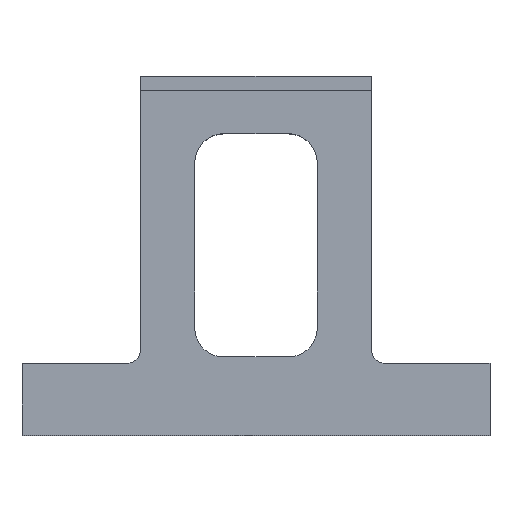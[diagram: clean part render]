
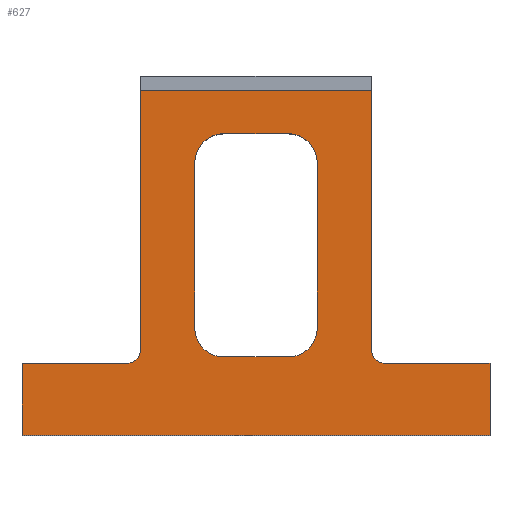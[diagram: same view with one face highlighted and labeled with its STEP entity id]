
A CAD part, top view. The second image highlights one B-rep face of the part: STEP entity #627.
In plain terms, the highlighted planar face has unit normal (0, 0, 1).
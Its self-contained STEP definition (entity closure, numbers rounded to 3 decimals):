
#16=FACE_BOUND('',#81,.T.);
#27=PLANE('',#683);
#48=FACE_OUTER_BOUND('',#80,.T.);
#80=EDGE_LOOP('',(#442,#443,#444,#445,#446,#447,#448,#449,#450,#451));
#81=EDGE_LOOP('',(#452,#453,#454,#455,#456,#457,#458,#459));
#123=LINE('',#949,#184);
#128=LINE('',#959,#189);
#129=LINE('',#961,#190);
#130=LINE('',#963,#191);
#131=LINE('',#965,#192);
#132=LINE('',#966,#193);
#133=LINE('',#968,#194);
#134=LINE('',#969,#195);
#135=LINE('',#972,#196);
#136=LINE('',#976,#197);
#137=LINE('',#980,#198);
#138=LINE('',#984,#199);
#184=VECTOR('',#759,33.902);
#189=VECTOR('',#766,12.5);
#190=VECTOR('',#767,10.);
#191=VECTOR('',#768,65.);
#192=VECTOR('',#769,10.);
#193=VECTOR('',#770,12.5);
#194=VECTOR('',#771,33.902);
#195=VECTOR('',#772,32.);
#196=VECTOR('',#773,23.);
#197=VECTOR('',#776,9.);
#198=VECTOR('',#779,23.);
#199=VECTOR('',#782,9.);
#242=CIRCLE('',#678,2.);
#244=CIRCLE('',#681,2.);
#245=CIRCLE('',#684,4.);
#246=CIRCLE('',#685,4.);
#247=CIRCLE('',#686,4.);
#248=CIRCLE('',#687,4.);
#274=VERTEX_POINT('',#933);
#275=VERTEX_POINT('',#935);
#278=VERTEX_POINT('',#942);
#279=VERTEX_POINT('',#944);
#280=VERTEX_POINT('',#948);
#284=VERTEX_POINT('',#958);
#285=VERTEX_POINT('',#960);
#286=VERTEX_POINT('',#962);
#287=VERTEX_POINT('',#964);
#288=VERTEX_POINT('',#967);
#289=VERTEX_POINT('',#970);
#290=VERTEX_POINT('',#971);
#291=VERTEX_POINT('',#973);
#292=VERTEX_POINT('',#975);
#293=VERTEX_POINT('',#977);
#294=VERTEX_POINT('',#979);
#295=VERTEX_POINT('',#981);
#296=VERTEX_POINT('',#983);
#338=EDGE_CURVE('',#275,#274,#242,.T.);
#342=EDGE_CURVE('',#279,#278,#244,.T.);
#344=EDGE_CURVE('',#280,#275,#123,.T.);
#349=EDGE_CURVE('',#274,#284,#128,.T.);
#350=EDGE_CURVE('',#284,#285,#129,.T.);
#351=EDGE_CURVE('',#285,#286,#130,.T.);
#352=EDGE_CURVE('',#286,#287,#131,.T.);
#353=EDGE_CURVE('',#287,#279,#132,.T.);
#354=EDGE_CURVE('',#278,#288,#133,.T.);
#355=EDGE_CURVE('',#288,#280,#134,.T.);
#356=EDGE_CURVE('',#289,#290,#135,.T.);
#357=EDGE_CURVE('',#290,#291,#245,.T.);
#358=EDGE_CURVE('',#291,#292,#136,.T.);
#359=EDGE_CURVE('',#292,#293,#246,.T.);
#360=EDGE_CURVE('',#293,#294,#137,.T.);
#361=EDGE_CURVE('',#294,#295,#247,.T.);
#362=EDGE_CURVE('',#295,#296,#138,.T.);
#363=EDGE_CURVE('',#296,#289,#248,.T.);
#442=ORIENTED_EDGE('',*,*,#344,.T.);
#443=ORIENTED_EDGE('',*,*,#338,.T.);
#444=ORIENTED_EDGE('',*,*,#349,.T.);
#445=ORIENTED_EDGE('',*,*,#350,.T.);
#446=ORIENTED_EDGE('',*,*,#351,.T.);
#447=ORIENTED_EDGE('',*,*,#352,.T.);
#448=ORIENTED_EDGE('',*,*,#353,.T.);
#449=ORIENTED_EDGE('',*,*,#342,.T.);
#450=ORIENTED_EDGE('',*,*,#354,.T.);
#451=ORIENTED_EDGE('',*,*,#355,.T.);
#452=ORIENTED_EDGE('',*,*,#356,.T.);
#453=ORIENTED_EDGE('',*,*,#357,.T.);
#454=ORIENTED_EDGE('',*,*,#358,.T.);
#455=ORIENTED_EDGE('',*,*,#359,.T.);
#456=ORIENTED_EDGE('',*,*,#360,.T.);
#457=ORIENTED_EDGE('',*,*,#361,.T.);
#458=ORIENTED_EDGE('',*,*,#362,.T.);
#459=ORIENTED_EDGE('',*,*,#363,.T.);
#627=ADVANCED_FACE('',(#48,#16),#27,.F.);
#678=AXIS2_PLACEMENT_3D('',#936,#746,#747);
#681=AXIS2_PLACEMENT_3D('',#945,#754,#755);
#683=AXIS2_PLACEMENT_3D('',#957,#764,#765);
#684=AXIS2_PLACEMENT_3D('',#974,#774,#775);
#685=AXIS2_PLACEMENT_3D('',#978,#777,#778);
#686=AXIS2_PLACEMENT_3D('',#982,#780,#781);
#687=AXIS2_PLACEMENT_3D('',#985,#783,#784);
#746=DIRECTION('center_axis',(0.,0.,-1.));
#747=DIRECTION('ref_axis',(0.,-1.,0.));
#754=DIRECTION('center_axis',(0.,0.,-1.));
#755=DIRECTION('ref_axis',(1.,0.,0.));
#759=DIRECTION('',(0.,-1.,0.));
#764=DIRECTION('center_axis',(0.,0.,-1.));
#765=DIRECTION('ref_axis',(-1.,0.,0.));
#766=DIRECTION('',(-1.,0.,0.));
#767=DIRECTION('',(0.,-1.,0.));
#768=DIRECTION('',(1.,0.,0.));
#769=DIRECTION('',(0.,1.,0.));
#770=DIRECTION('',(-1.,0.,0.));
#771=DIRECTION('',(0.,1.,0.));
#772=DIRECTION('',(-1.,0.,0.));
#773=DIRECTION('',(0.,-1.,0.));
#774=DIRECTION('center_axis',(0.,0.,-1.));
#775=DIRECTION('ref_axis',(-1.,0.,0.));
#776=DIRECTION('',(-1.,0.,0.));
#777=DIRECTION('center_axis',(0.,0.,-1.));
#778=DIRECTION('ref_axis',(-1.,0.,0.));
#779=DIRECTION('',(0.,1.,0.));
#780=DIRECTION('center_axis',(0.,0.,-1.));
#781=DIRECTION('ref_axis',(-1.,0.,0.));
#782=DIRECTION('',(1.,0.,0.));
#783=DIRECTION('center_axis',(0.,0.,-1.));
#784=DIRECTION('ref_axis',(-1.,0.,0.));
#933=CARTESIAN_POINT('',(-18.,-37.902,10.));
#935=CARTESIAN_POINT('',(-16.,-35.902,10.));
#936=CARTESIAN_POINT('Origin',(-18.,-35.902,10.));
#942=CARTESIAN_POINT('',(16.,-35.902,10.));
#944=CARTESIAN_POINT('',(18.,-37.902,10.));
#945=CARTESIAN_POINT('Origin',(18.,-35.902,10.));
#948=CARTESIAN_POINT('',(-16.,0.,10.));
#949=CARTESIAN_POINT('',(-16.,0.,10.));
#957=CARTESIAN_POINT('Origin',(0.,0.,10.));
#958=CARTESIAN_POINT('',(-32.5,-37.902,10.));
#959=CARTESIAN_POINT('',(-20.,-37.902,10.));
#960=CARTESIAN_POINT('',(-32.5,-47.902,10.));
#961=CARTESIAN_POINT('',(-32.5,-37.902,10.));
#962=CARTESIAN_POINT('',(32.5,-47.902,10.));
#963=CARTESIAN_POINT('',(-32.5,-47.902,10.));
#964=CARTESIAN_POINT('',(32.5,-37.902,10.));
#965=CARTESIAN_POINT('',(32.5,-47.902,10.));
#966=CARTESIAN_POINT('',(32.5,-37.902,10.));
#967=CARTESIAN_POINT('',(16.,0.,10.));
#968=CARTESIAN_POINT('',(16.,-33.902,10.));
#969=CARTESIAN_POINT('',(16.,0.,10.));
#970=CARTESIAN_POINT('',(8.5,-10.,10.));
#971=CARTESIAN_POINT('',(8.5,-33.,10.));
#972=CARTESIAN_POINT('',(8.5,-10.,10.));
#973=CARTESIAN_POINT('',(4.5,-37.,10.));
#974=CARTESIAN_POINT('Origin',(4.5,-33.,10.));
#975=CARTESIAN_POINT('',(-4.5,-37.,10.));
#976=CARTESIAN_POINT('',(4.5,-37.,10.));
#977=CARTESIAN_POINT('',(-8.5,-33.,10.));
#978=CARTESIAN_POINT('Origin',(-4.5,-33.,10.));
#979=CARTESIAN_POINT('',(-8.5,-10.,10.));
#980=CARTESIAN_POINT('',(-8.5,-33.,10.));
#981=CARTESIAN_POINT('',(-4.5,-6.,10.));
#982=CARTESIAN_POINT('Origin',(-4.5,-10.,10.));
#983=CARTESIAN_POINT('',(4.5,-6.,10.));
#984=CARTESIAN_POINT('',(-4.5,-6.,10.));
#985=CARTESIAN_POINT('Origin',(4.5,-10.,10.));
